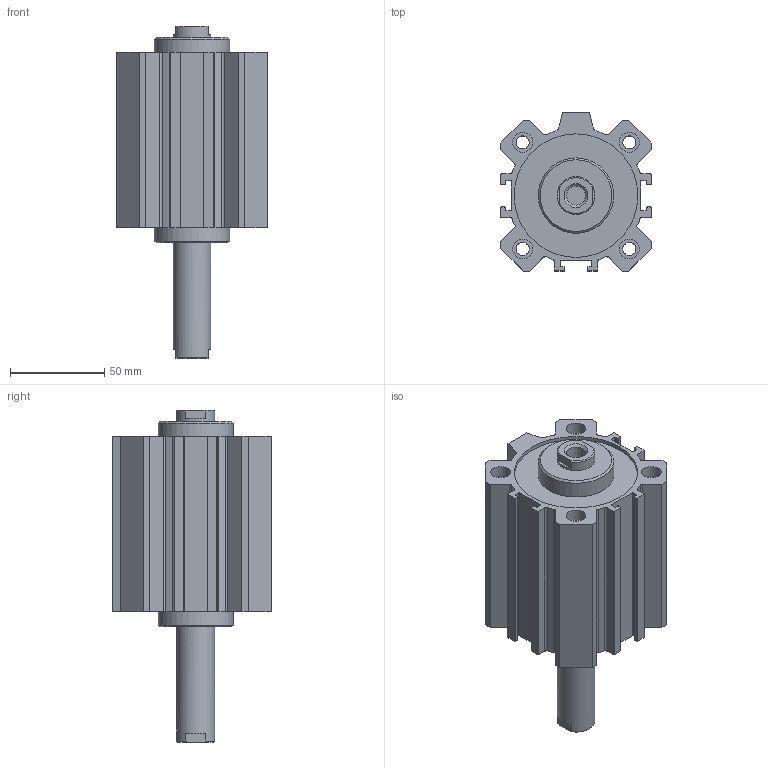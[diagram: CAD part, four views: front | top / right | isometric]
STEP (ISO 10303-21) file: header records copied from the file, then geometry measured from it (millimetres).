
FILE_DESCRIPTION(/* description */ ('TUBO PROFILATO COMPATTI Ø40'),/* implementation_level */ '2;1');
FILE_NAME(/* name */ '1504_63_0055.stp',/* time_stamp */ '2016-08-24T13:53:39+02:00',/* author */ ('Maniean1'),/* organization */ ('Pneumax S.p.A.'),/* preprocessor_version */ 'ST-DEVELOPER v15.2',/* originating_system */ 'Autodesk Inventor 2014',/* authorisation */ '');
FILE_SCHEMA (('AUTOMOTIVE_DESIGN { 1 0 10303 214 3 1 1 }'));
Length unit declared in the file: millimetre
Products named in the file (3): C_1504_63_0055; S_1504_63_0055; 1504_63_0055
Bounding box: 80 x 84 x 176 mm (x, y, z)
Volume: 356178.5 mm3; surface area: 103172.7 mm2
Topology: 2 solids, 2 shells, 178 faces, 462 edges, 308 vertices
Faces by surface type: plane 88, cylinder 80, cone 10
Full cylindrical faces by diameter (mm): 7 x4, 8.566 x2, 10.106 x2, 10.5 x8, 20 x4, 40 x2, 63 x2, 65.5 x2
Entity records: 5507 total; most frequent: DIRECTION 956, CARTESIAN_POINT 921, ORIENTED_EDGE 844, EDGE_CURVE 422, AXIS2_PLACEMENT_3D 359, VERTEX_POINT 300, EDGE_LOOP 240, LINE 238
